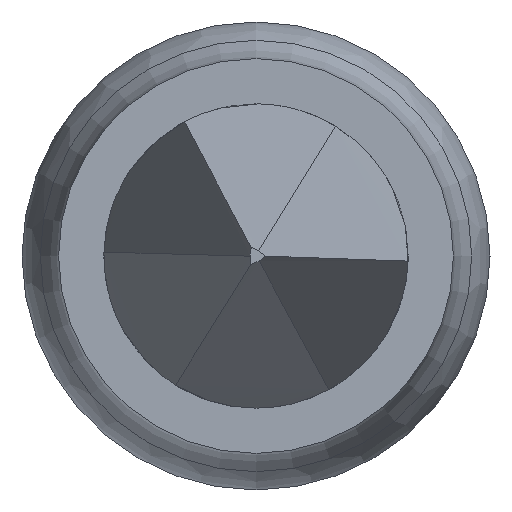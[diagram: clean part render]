
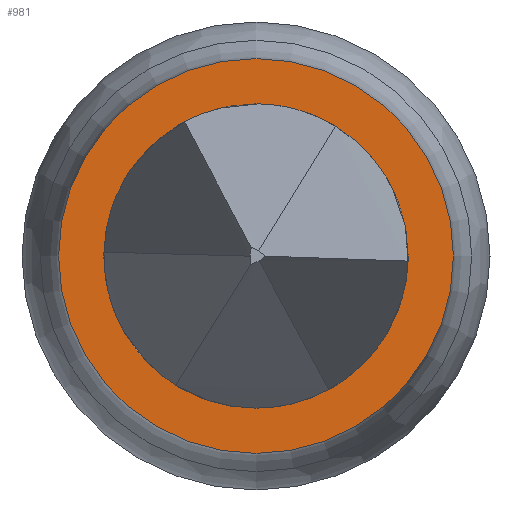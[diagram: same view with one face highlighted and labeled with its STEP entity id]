
A CAD part, left-side view. The second image highlights one B-rep face of the part: STEP entity #981.
In plain terms, the highlighted planar face has unit normal (-1, 0, 0).
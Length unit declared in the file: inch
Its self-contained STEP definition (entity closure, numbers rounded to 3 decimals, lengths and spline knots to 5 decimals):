
#199 = FACE_OUTER_BOUND ( 'NONE', #860, .T. ) ;
#226 = CIRCLE ( 'NONE', #560, 0.0079 ) ;
#227 = ORIENTED_EDGE ( 'NONE', *, *, #1129, .T. ) ;
#248 = CARTESIAN_POINT ( 'NONE',  ( 0., 0., 0.01025 ) ) ;
#424 = CARTESIAN_POINT ( 'NONE',  ( 0., 0.0125, 0. ) ) ;
#432 = AXIS2_PLACEMENT_3D ( 'NONE', #858, #1000, #754 ) ;
#480 = CARTESIAN_POINT ( 'NONE',  ( 0., 0., 0. ) ) ;
#503 = DIRECTION ( 'NONE',  ( -1., 0., 0. ) ) ;
#560 = AXIS2_PLACEMENT_3D ( 'NONE', #480, #503, #740 ) ;
#695 = PLANE ( 'NONE',  #1303 ) ;
#739 = DIRECTION ( 'NONE',  ( 0., 0., -1. ) ) ;
#740 = DIRECTION ( 'NONE',  ( 0., 0., -1. ) ) ;
#754 = DIRECTION ( 'NONE',  ( 0., 0., 1. ) ) ;
#765 = ORIENTED_EDGE ( 'NONE', *, *, #1168, .F. ) ;
#858 = CARTESIAN_POINT ( 'NONE',  ( 0., 0., 0. ) ) ;
#860 = EDGE_LOOP ( 'NONE', ( #227 ) ) ;
#864 = VERTEX_POINT ( 'NONE', #248 ) ;
#931 = CIRCLE ( 'NONE', #432, 0.01025 ) ;
#950 = CARTESIAN_POINT ( 'NONE',  ( 0., 0., -0.0079 ) ) ;
#981 = ADVANCED_FACE ( 'NONE', ( #1066, #199 ), #695, .F. ) ;
#1000 = DIRECTION ( 'NONE',  ( -1., 0., 0. ) ) ;
#1066 = FACE_BOUND ( 'NONE', #1228, .T. ) ;
#1112 = VERTEX_POINT ( 'NONE', #950 ) ;
#1129 = EDGE_CURVE ( 'NONE', #864, #864, #931, .T. ) ;
#1168 = EDGE_CURVE ( 'NONE', #1112, #1112, #226, .T. ) ;
#1228 = EDGE_LOOP ( 'NONE', ( #765 ) ) ;
#1303 = AXIS2_PLACEMENT_3D ( 'NONE', #424, #1432, #739 ) ;
#1432 = DIRECTION ( 'NONE',  ( 1., 0., 0. ) ) ;
